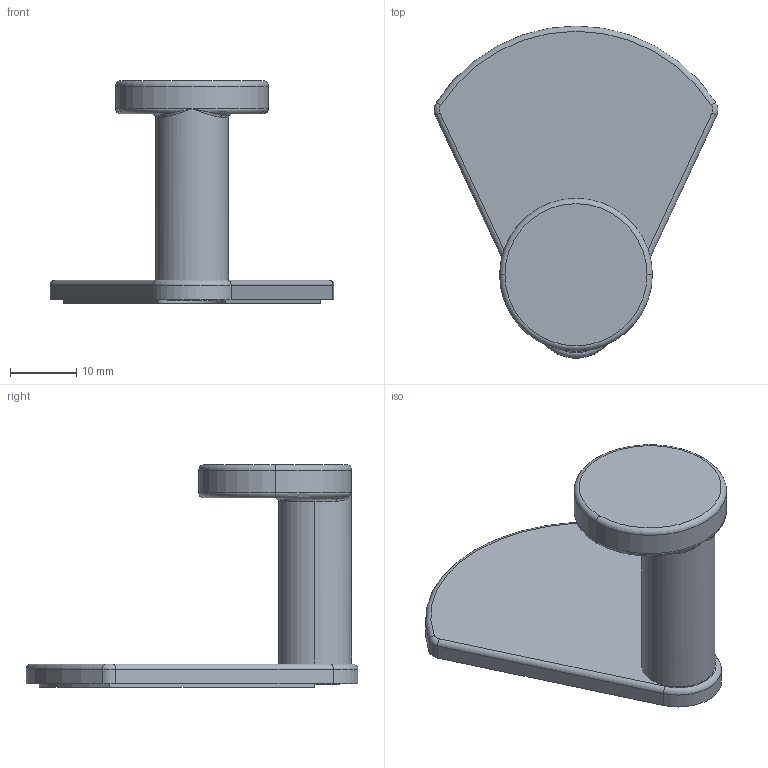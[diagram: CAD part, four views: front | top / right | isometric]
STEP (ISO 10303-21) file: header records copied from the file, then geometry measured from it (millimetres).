
FILE_DESCRIPTION(('Creo Elements/Direct Modeling STEP Export'),'2;1');
FILE_NAME('2334.stp','2022-05-04T 9:26:50',(''),(''),'Creo Elements/Direct Modeling STEP processor for AP214 (Solid Model)','Creo Elements/Direct Modeling 20.0 12-Nov-2016 (C) Parametric Technology GmbH','');
FILE_SCHEMA(('AUTOMOTIVE_DESIGN { 1 0 10303 214 1 1 1 1 }'));
Length unit declared in the file: millimetre
Products named in the file (5): Scheibe; Klebepad; Schraube_M_4x10_DIN_965; Haken; ZN-9182
Assembly tree (4 placements, depth 2):
  ZN-9182
    Haken
    Schraube_M_4x10_DIN_965
    Klebepad
    Scheibe
Bounding box: 42.74 x 49.98 x 33.5 mm (x, y, z)
Volume: 8836.9 mm3; surface area: 7912.1 mm2
Topology: 4 solids, 4 shells, 92 faces, 209 edges, 127 vertices
Faces by surface type: plane 40, cylinder 34, torus 10, cone 6, bspline 2
Entity records: 3172 total; most frequent: CARTESIAN_POINT 1042, DIRECTION 412, ORIENTED_EDGE 410, EDGE_CURVE 205, AXIS2_PLACEMENT_3D 153, VERTEX_POINT 127, VECTOR 106, LINE 106
